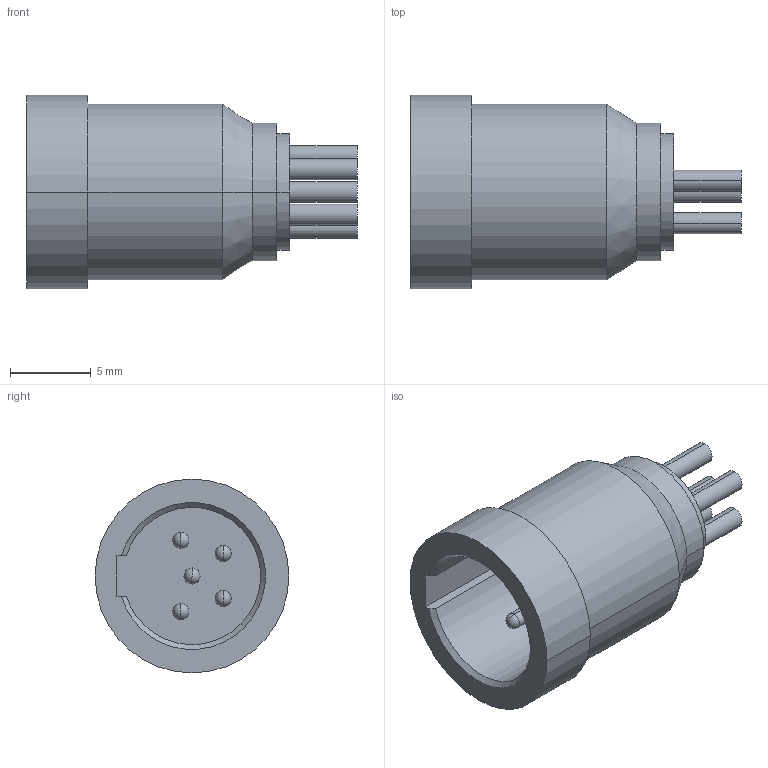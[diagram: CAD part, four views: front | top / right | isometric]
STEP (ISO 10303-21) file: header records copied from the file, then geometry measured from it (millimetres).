
FILE_DESCRIPTION((''),'2;1');
FILE_NAME('RT5MP','2021-04-12T',('xhp'),(''),'PRO/ENGINEER BY PARAMETRIC TECHNOLOGY CORPORATION, 2013040','PRO/ENGINEER BY PARAMETRIC TECHNOLOGY CORPORATION, 2013040','');
FILE_SCHEMA(('CONFIG_CONTROL_DESIGN'));
Length unit declared in the file: millimetre
Products named in the file (1): RT5MP
Bounding box: 20.5 x 12 x 12 mm (x, y, z)
Volume: 975.2 mm3; surface area: 1175 mm2
Topology: 1 solids, 1 shells, 55 faces, 121 edges, 71 vertices
Faces by surface type: cylinder 29, plane 13, sphere 10, cone 3
Entity records: 1506 total; most frequent: DIRECTION 288, CARTESIAN_POINT 247, ORIENTED_EDGE 222, AXIS2_PLACEMENT_3D 124, EDGE_CURVE 111, VERTEX_POINT 71, CIRCLE 69, EDGE_LOOP 68
